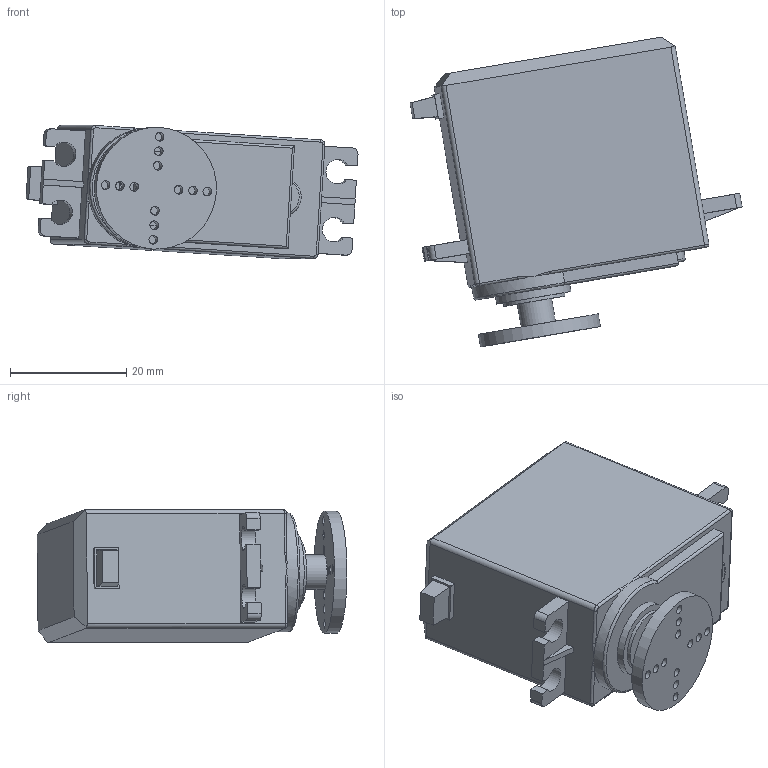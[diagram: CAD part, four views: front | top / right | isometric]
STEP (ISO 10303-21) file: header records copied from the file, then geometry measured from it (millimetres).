
FILE_DESCRIPTION(/* description */ ('STEP AP214'),/* implementation_level */ '2;1');
FILE_NAME(/* name */ '6772cfac29831b771dc83581',/* time_stamp */ '2024-12-30T16:51:57Z',/* author */ (''),/* organization */ (''),/* preprocessor_version */ 'ST-DEVELOPER v20',/* originating_system */ 'ONSHAPE BY PTC INC, 1.191',/* authorisation */ ' ');
FILE_SCHEMA (('AUTOMOTIVE_DESIGN {1 0 10303 214 3 1 1}'));
Length unit declared in the file: metre
Products named in the file (1): Servo Motor MG996R_2
Bounding box: 57.21 x 53.39 x 22.93 mm (x, y, z)
Volume: 33860.8 mm3; surface area: 7921.1 mm2
Topology: 1 solids, 2 shells, 116 faces, 293 edges, 183 vertices
Faces by surface type: plane 63, cylinder 41, bspline 6, torus 6
Full cylindrical faces by diameter (mm): 1.5 x12, 2.5 x1, 6 x1, 10.7 x1, 13 x1, 21 x1
Entity records: 3583 total; most frequent: CARTESIAN_POINT 768, DIRECTION 567, ORIENTED_EDGE 540, EDGE_CURVE 270, AXIS2_PLACEMENT_3D 202, VERTEX_POINT 183, EDGE_LOOP 165, FACE_BOUND 165
